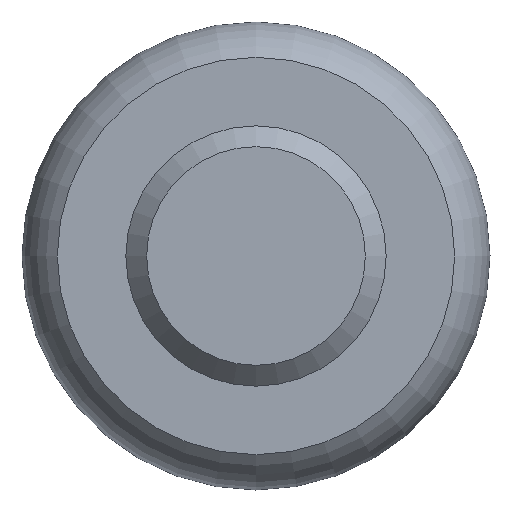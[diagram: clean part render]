
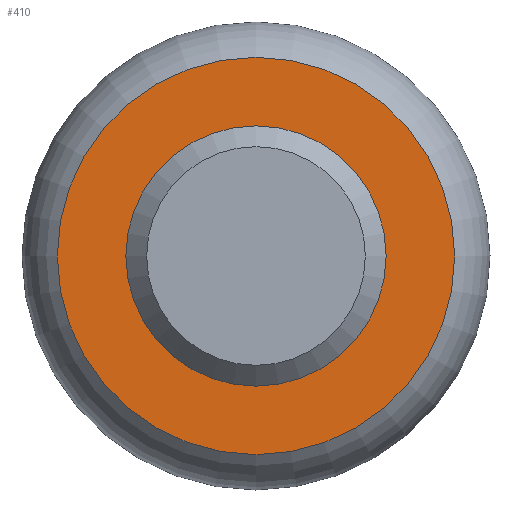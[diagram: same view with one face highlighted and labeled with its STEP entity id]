
A CAD part, front view. The second image highlights one B-rep face of the part: STEP entity #410.
In plain terms, the highlighted planar face has unit normal (0, -1, 0).
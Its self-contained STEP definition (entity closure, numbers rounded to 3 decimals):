
#25=FACE_BOUND('',#119,.T.);
#94=FACE_OUTER_BOUND('',#118,.T.);
#118=EDGE_LOOP('',(#285));
#119=EDGE_LOOP('',(#286));
#143=CIRCLE('',#460,1.25);
#144=CIRCLE('',#462,1.908);
#174=VERTEX_POINT('',#659);
#175=VERTEX_POINT('',#663);
#217=EDGE_CURVE('',#174,#174,#143,.T.);
#218=EDGE_CURVE('',#175,#175,#144,.T.);
#285=ORIENTED_EDGE('',*,*,#218,.T.);
#286=ORIENTED_EDGE('',*,*,#217,.F.);
#397=PLANE('',#461);
#410=ADVANCED_FACE('',(#94,#25),#397,.T.);
#460=AXIS2_PLACEMENT_3D('',#661,#525,#526);
#461=AXIS2_PLACEMENT_3D('',#662,#527,#528);
#462=AXIS2_PLACEMENT_3D('',#664,#529,#530);
#525=DIRECTION('center_axis',(0.,-1.,0.));
#526=DIRECTION('ref_axis',(1.,0.,0.));
#527=DIRECTION('center_axis',(0.,-1.,0.));
#528=DIRECTION('ref_axis',(-1.,0.,0.));
#529=DIRECTION('center_axis',(0.,-1.,0.));
#530=DIRECTION('ref_axis',(1.,0.,0.));
#659=CARTESIAN_POINT('',(1.25,0.,0.));
#661=CARTESIAN_POINT('Origin',(0.,0.,0.));
#662=CARTESIAN_POINT('Origin',(0.,0.,0.));
#663=CARTESIAN_POINT('',(1.908,0.,0.));
#664=CARTESIAN_POINT('Origin',(0.,0.,0.));
